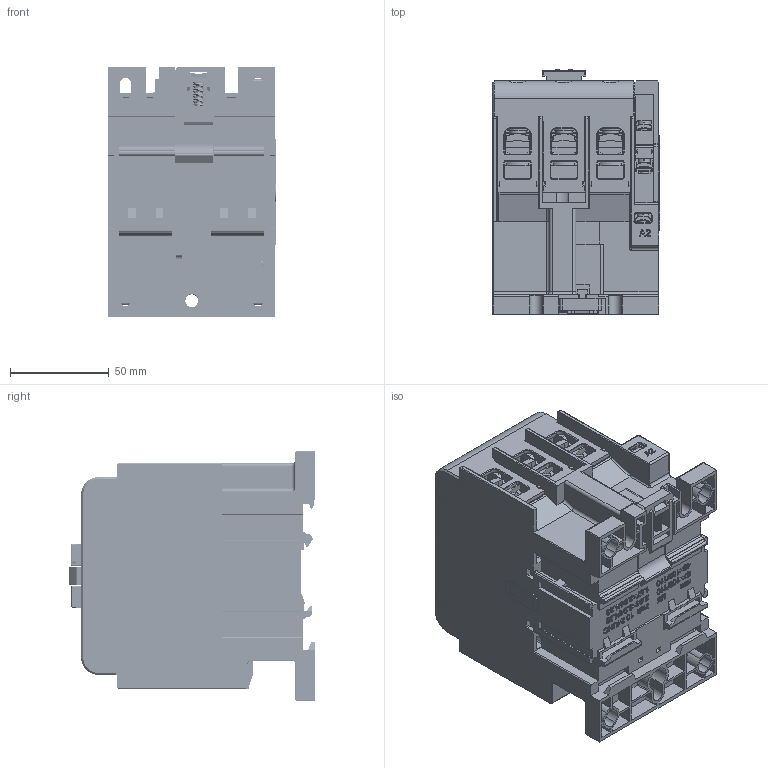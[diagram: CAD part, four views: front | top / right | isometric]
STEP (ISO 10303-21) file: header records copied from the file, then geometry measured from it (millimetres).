
FILE_DESCRIPTION((''),'2;1');
FILE_NAME('2400021900_SW0001','2020-06-03T',('yanran.zhu'),(''),'PRO/ENGINEER BY PARAMETRIC TECHNOLOGY CORPORATION, 2015440','PRO/ENGINEER BY PARAMETRIC TECHNOLOGY CORPORATION, 2015440','');
FILE_SCHEMA(('CONFIG_CONTROL_DESIGN'));
Products named in the file (1): 2400021900_SW0001
Bounding box: 84.9 x 124.1 x 126.5 mm (x, y, z)
Volume: 715790.4 mm3; surface area: 235192.3 mm2
Topology: 26 solids, 27 shells, 7441 faces, 20395 edges, 13054 vertices
Faces by surface type: plane 4827, cylinder 1380, extrusion 725, cone 190, torus 167, bspline 93, sphere 59
Entity records: 255362 total; most frequent: CARTESIAN_POINT 68151, ORIENTED_EDGE 40710, DIRECTION 35508, EDGE_CURVE 20355, VECTOR 15598, LINE 14873, VERTEX_POINT 13054, AXIS2_PLACEMENT_3D 9955
